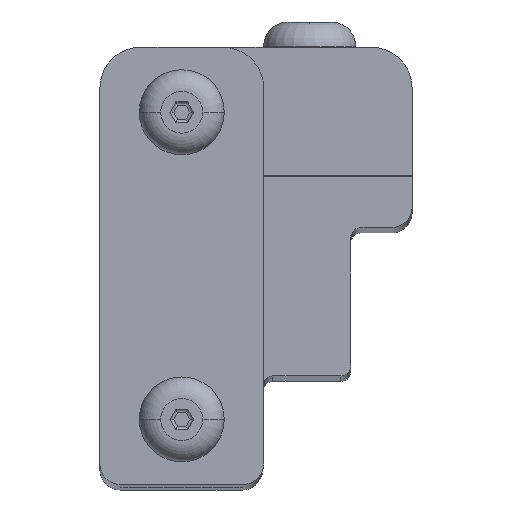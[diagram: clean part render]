
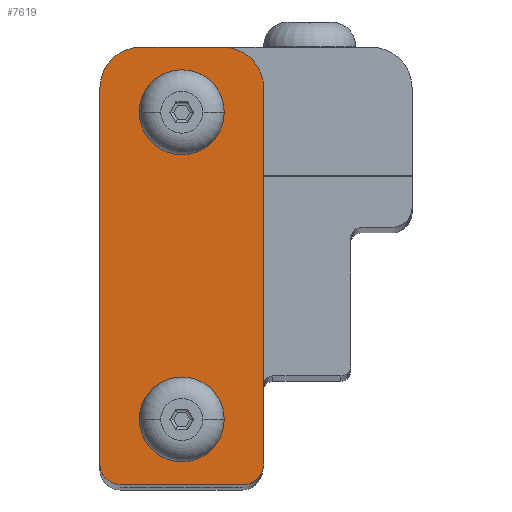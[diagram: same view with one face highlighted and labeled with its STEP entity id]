
A CAD part, top view. The second image highlights one B-rep face of the part: STEP entity #7619.
In plain terms, the highlighted planar face has unit normal (0, 0, 1).
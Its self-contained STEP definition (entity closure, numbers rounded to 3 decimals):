
#34 = CARTESIAN_POINT ( 'NONE',  ( 8., -36.35, 308.5 ) ) ;
#36 = DIRECTION ( 'NONE',  ( -1., 0., 0. ) ) ;
#37 = DIRECTION ( 'NONE',  ( -1., 0., 0. ) ) ;
#42 = DIRECTION ( 'NONE',  ( 0., 0., 1. ) ) ;
#49 = CARTESIAN_POINT ( 'NONE',  ( 8., -6.35, 308.5 ) ) ;
#50 = DIRECTION ( 'NONE',  ( 0., 0., 1. ) ) ;
#209 = CIRCLE ( 'NONE', #4890, 4.15 ) ;
#224 = CIRCLE ( 'NONE', #4891, 4.15 ) ;
#234 = CIRCLE ( 'NONE', #4896, 4. ) ;
#235 = LINE ( 'NONE', #702, #241 ) ;
#240 = CIRCLE ( 'NONE', #4899, 4.15 ) ;
#241 = VECTOR ( 'NONE', #698, 1000. ) ;
#627 = CIRCLE ( 'NONE', #5000, 4.15 ) ;
#641 = LINE ( 'NONE', #1635, #643 ) ;
#642 = CIRCLE ( 'NONE', #5001, 2. ) ;
#643 = VECTOR ( 'NONE', #1626, 1000. ) ;
#644 = LINE ( 'NONE', #1638, #646 ) ;
#645 = CIRCLE ( 'NONE', #5002, 2. ) ;
#646 = VECTOR ( 'NONE', #1640, 1000. ) ;
#647 = LINE ( 'NONE', #1649, #649 ) ;
#648 = CIRCLE ( 'NONE', #5003, 4. ) ;
#649 = VECTOR ( 'NONE', #1652, 1000. ) ;
#694 = DIRECTION ( 'NONE',  ( 0., 0., 1. ) ) ;
#695 = DIRECTION ( 'NONE',  ( -1., 0., 0. ) ) ;
#698 = DIRECTION ( 'NONE',  ( -1., 0., 0. ) ) ;
#702 = CARTESIAN_POINT ( 'NONE',  ( 4., 0., 308.5 ) ) ;
#707 = CARTESIAN_POINT ( 'NONE',  ( 8., -6.35, 308.5 ) ) ;
#708 = DIRECTION ( 'NONE',  ( 0., 0., 1. ) ) ;
#709 = DIRECTION ( 'NONE',  ( -1., 0., 0. ) ) ;
#1547 = ORIENTED_EDGE ( 'NONE', *, *, #6238, .T. ) ;
#1551 = ORIENTED_EDGE ( 'NONE', *, *, #2458, .T. ) ;
#1554 = ORIENTED_EDGE ( 'NONE', *, *, #2445, .F. ) ;
#1566 = ORIENTED_EDGE ( 'NONE', *, *, #6235, .T. ) ;
#1568 = ORIENTED_EDGE ( 'NONE', *, *, #6233, .F. ) ;
#1570 = ORIENTED_EDGE ( 'NONE', *, *, #2447, .F. ) ;
#1571 = ORIENTED_EDGE ( 'NONE', *, *, #6236, .T. ) ;
#1575 = ORIENTED_EDGE ( 'NONE', *, *, #6234, .T. ) ;
#1577 = ORIENTED_EDGE ( 'NONE', *, *, #2459, .F. ) ;
#1578 = ORIENTED_EDGE ( 'NONE', *, *, #2454, .T. ) ;
#1580 = ORIENTED_EDGE ( 'NONE', *, *, #6239, .T. ) ;
#1582 = ORIENTED_EDGE ( 'NONE', *, *, #6237, .T. ) ;
#1626 = DIRECTION ( 'NONE',  ( 0., 1., 0. ) ) ;
#1635 = CARTESIAN_POINT ( 'NONE',  ( 16., -40.7, 308.5 ) ) ;
#1638 = CARTESIAN_POINT ( 'NONE',  ( 2., -42.7, 308.5 ) ) ;
#1640 = DIRECTION ( 'NONE',  ( 1., 0., 0. ) ) ;
#1642 = CARTESIAN_POINT ( 'NONE',  ( 8., -36.35, 308.5 ) ) ;
#1644 = DIRECTION ( 'NONE',  ( 0., 0., 1. ) ) ;
#1646 = DIRECTION ( 'NONE',  ( -1., 0., 0. ) ) ;
#1649 = CARTESIAN_POINT ( 'NONE',  ( 0., -40.7, 308.5 ) ) ;
#1652 = DIRECTION ( 'NONE',  ( 0., -1., 0. ) ) ;
#1654 = CARTESIAN_POINT ( 'NONE',  ( 14., -40.7, 308.5 ) ) ;
#1656 = DIRECTION ( 'NONE',  ( 0., 0., 1. ) ) ;
#1658 = DIRECTION ( 'NONE',  ( -1., 0., 0. ) ) ;
#1664 = CARTESIAN_POINT ( 'NONE',  ( 2., -40.7, 308.5 ) ) ;
#1666 = DIRECTION ( 'NONE',  ( 0., 0., 1. ) ) ;
#1668 = DIRECTION ( 'NONE',  ( -1., 0., 0. ) ) ;
#1675 = CARTESIAN_POINT ( 'NONE',  ( 4., -4., 308.5 ) ) ;
#1677 = DIRECTION ( 'NONE',  ( 0., 0., 1. ) ) ;
#1678 = DIRECTION ( 'NONE',  ( 1., 0., 0. ) ) ;
#1754 = EDGE_LOOP ( 'NONE', ( #1568, #1570 ) ) ;
#1901 = CARTESIAN_POINT ( 'NONE',  ( 3.85, -6.35, 308.5 ) ) ;
#1908 = CARTESIAN_POINT ( 'NONE',  ( 12.15, -36.35, 308.5 ) ) ;
#1910 = CARTESIAN_POINT ( 'NONE',  ( 16., -4., 308.5 ) ) ;
#1912 = CARTESIAN_POINT ( 'NONE',  ( 12., 0., 308.5 ) ) ;
#1921 = CARTESIAN_POINT ( 'NONE',  ( 3.85, -36.35, 308.5 ) ) ;
#1964 = CARTESIAN_POINT ( 'NONE',  ( 12.15, -6.35, 308.5 ) ) ;
#1981 = CARTESIAN_POINT ( 'NONE',  ( 4., 0., 308.5 ) ) ;
#1983 = CARTESIAN_POINT ( 'NONE',  ( 0., -4., 308.5 ) ) ;
#2041 = EDGE_LOOP ( 'NONE', ( #1578, #1551, #1580, #1547, #1582, #1571, #1566, #1575 ) ) ;
#2062 = EDGE_LOOP ( 'NONE', ( #1554, #1577 ) ) ;
#2445 = EDGE_CURVE ( 'NONE', #6347, #6384, #209, .T. ) ;
#2447 = EDGE_CURVE ( 'NONE', #6352, #6356, #224, .T. ) ;
#2454 = EDGE_CURVE ( 'NONE', #6353, #6349, #234, .T. ) ;
#2458 = EDGE_CURVE ( 'NONE', #6349, #6394, #235, .T. ) ;
#2459 = EDGE_CURVE ( 'NONE', #6384, #6347, #240, .T. ) ;
#3010 = FACE_BOUND ( 'NONE', #1754, .T. ) ;
#3038 = FACE_BOUND ( 'NONE', #2062, .T. ) ;
#3044 = FACE_OUTER_BOUND ( 'NONE', #2041, .T. ) ;
#3135 = CARTESIAN_POINT ( 'NONE',  ( 14., -42.7, 308.5 ) ) ;
#3145 = CARTESIAN_POINT ( 'NONE',  ( 2., -42.7, 308.5 ) ) ;
#3146 = CARTESIAN_POINT ( 'NONE',  ( 16., -40.7, 308.5 ) ) ;
#3159 = CARTESIAN_POINT ( 'NONE',  ( 0., -40.7, 308.5 ) ) ;
#4890 = AXIS2_PLACEMENT_3D ( 'NONE', #49, #50, #37 ) ;
#4891 = AXIS2_PLACEMENT_3D ( 'NONE', #34, #42, #36 ) ;
#4896 = AXIS2_PLACEMENT_3D ( 'NONE', #7372, #694, #695 ) ;
#4899 = AXIS2_PLACEMENT_3D ( 'NONE', #707, #708, #709 ) ;
#5000 = AXIS2_PLACEMENT_3D ( 'NONE', #1642, #1644, #1646 ) ;
#5001 = AXIS2_PLACEMENT_3D ( 'NONE', #1654, #1656, #1658 ) ;
#5002 = AXIS2_PLACEMENT_3D ( 'NONE', #1664, #1666, #1668 ) ;
#5003 = AXIS2_PLACEMENT_3D ( 'NONE', #1675, #1677, #1678 ) ;
#5392 = DIRECTION ( 'NONE',  ( 0., 0., -1. ) ) ;
#5394 = CARTESIAN_POINT ( 'NONE',  ( 12., -4., 308.5 ) ) ;
#5396 = PLANE ( 'NONE',  #5644 ) ;
#5397 = DIRECTION ( 'NONE',  ( -1., 0., 0. ) ) ;
#5644 = AXIS2_PLACEMENT_3D ( 'NONE', #5394, #5392, #5397 ) ;
#6233 = EDGE_CURVE ( 'NONE', #6356, #6352, #627, .T. ) ;
#6234 = EDGE_CURVE ( 'NONE', #6610, #6353, #641, .T. ) ;
#6235 = EDGE_CURVE ( 'NONE', #6599, #6610, #642, .T. ) ;
#6236 = EDGE_CURVE ( 'NONE', #6609, #6599, #644, .T. ) ;
#6237 = EDGE_CURVE ( 'NONE', #6623, #6609, #645, .T. ) ;
#6238 = EDGE_CURVE ( 'NONE', #6402, #6623, #647, .T. ) ;
#6239 = EDGE_CURVE ( 'NONE', #6394, #6402, #648, .T. ) ;
#6347 = VERTEX_POINT ( 'NONE', #1901 ) ;
#6349 = VERTEX_POINT ( 'NONE', #1912 ) ;
#6352 = VERTEX_POINT ( 'NONE', #1908 ) ;
#6353 = VERTEX_POINT ( 'NONE', #1910 ) ;
#6356 = VERTEX_POINT ( 'NONE', #1921 ) ;
#6384 = VERTEX_POINT ( 'NONE', #1964 ) ;
#6394 = VERTEX_POINT ( 'NONE', #1981 ) ;
#6402 = VERTEX_POINT ( 'NONE', #1983 ) ;
#6599 = VERTEX_POINT ( 'NONE', #3135 ) ;
#6609 = VERTEX_POINT ( 'NONE', #3145 ) ;
#6610 = VERTEX_POINT ( 'NONE', #3146 ) ;
#6623 = VERTEX_POINT ( 'NONE', #3159 ) ;
#7372 = CARTESIAN_POINT ( 'NONE',  ( 12., -4., 308.5 ) ) ;
#7619 = ADVANCED_FACE ( 'NONE', ( #3038, #3044, #3010 ), #5396, .F. ) ;
